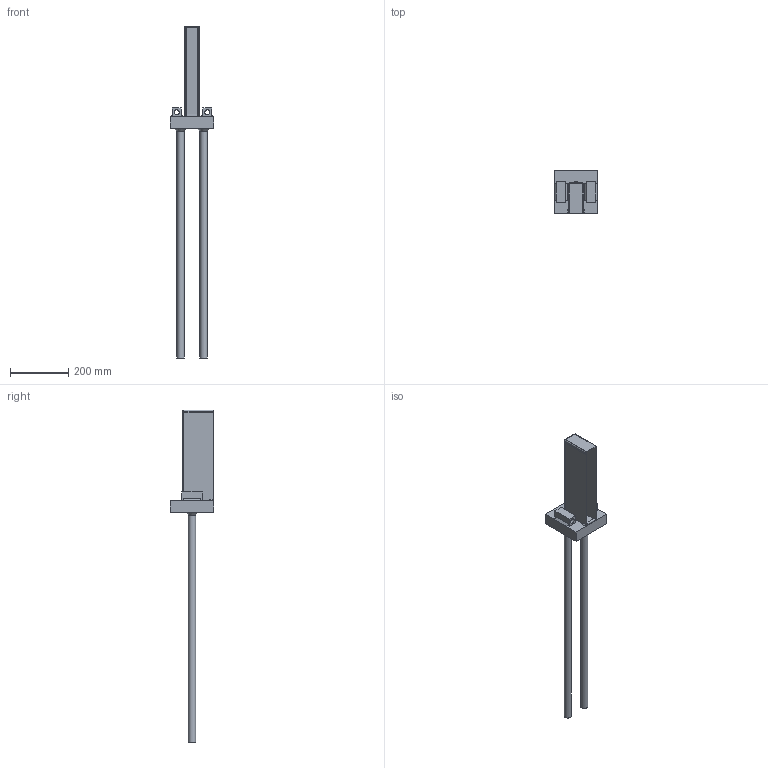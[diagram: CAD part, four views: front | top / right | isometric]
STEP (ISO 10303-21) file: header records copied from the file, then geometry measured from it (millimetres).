
FILE_DESCRIPTION(/* description */ (''),/* implementation_level */ '2;1');
FILE_NAME(/* name */ 'SF 700 Column unit.stp',/* time_stamp */ '2016-06-22T08:36:59+02:00',/* author */ ('OEM'),/* organization */ (''),/* preprocessor_version */ 'ST-DEVELOPER v15.2',/* originating_system */ 'Autodesk Inventor 2014',/* authorisation */ '');
FILE_SCHEMA (('CONFIG_CONTROL_DESIGN'));
Length unit declared in the file: millimetre
Products named in the file (7): SF 700 Column unit_Welds; SF 700-1 U-channel; SF 700-2 Steel plate; SF 700-3 Threaded insert; SF 700-4 Reinforcement bar; SF 700-7 Round bar; SF 700 Column unit
Bounding box: 150 x 150 x 1142 mm (x, y, z)
Volume: 1959216.2 mm3; surface area: 412496.5 mm2
Topology: 19 solids, 19 shells, 135 faces, 263 edges, 164 vertices
Faces by surface type: plane 113, cylinder 20, cone 2
Full cylindrical faces by diameter (mm): 0.5 x2, 8 x1, 17.294 x2, 25 x4
Entity records: 3208 total; most frequent: DIRECTION 554, CARTESIAN_POINT 520, ORIENTED_EDGE 464, EDGE_CURVE 232, LINE 190, VECTOR 190, AXIS2_PLACEMENT_3D 182, VERTEX_POINT 148
